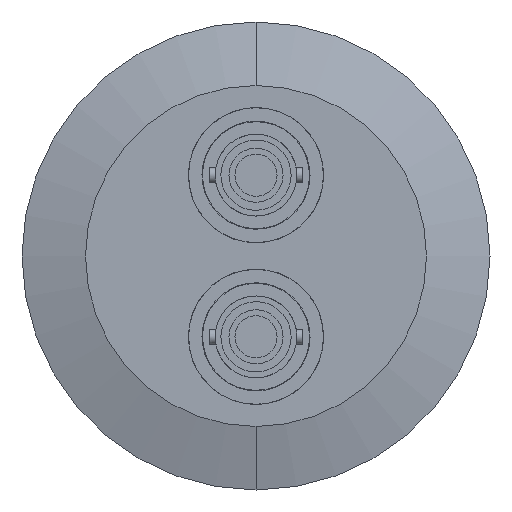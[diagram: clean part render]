
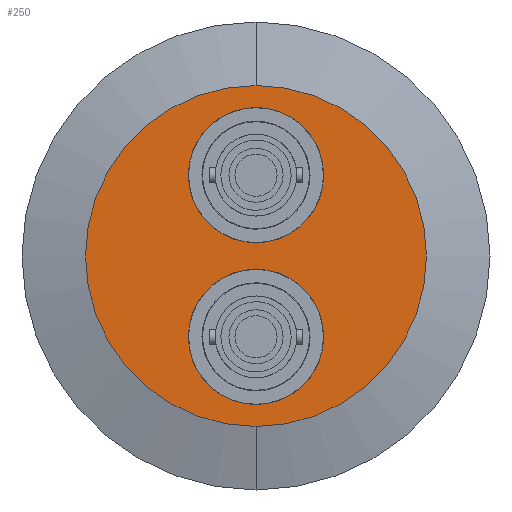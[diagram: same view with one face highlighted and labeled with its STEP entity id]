
A CAD part, front view. The second image highlights one B-rep face of the part: STEP entity #250.
In plain terms, the highlighted face is planar.
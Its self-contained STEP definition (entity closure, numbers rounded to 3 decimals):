
#59 = AXIS2_PLACEMENT_3D ( 'NONE', #678, #2377, #934 ) ;
#68 = CARTESIAN_POINT ( 'NONE',  ( 5., 0., -17.45 ) ) ;
#97 = AXIS2_PLACEMENT_3D ( 'NONE', #846, #1038, #1756 ) ;
#161 = AXIS2_PLACEMENT_3D ( 'NONE', #1050, #2751, #1294 ) ;
#219 = EDGE_CURVE ( 'NONE', #2016, #1156, #2922, .T. ) ;
#222 = ORIENTED_EDGE ( 'NONE', *, *, #219, .T. ) ;
#250 = ADVANCED_FACE ( 'NONE', ( #320, #2189, #986 ), #356, .T. ) ;
#316 = AXIS2_PLACEMENT_3D ( 'NONE', #2187, #731, #970 ) ;
#320 = FACE_BOUND ( 'NONE', #2966, .T. ) ;
#356 = PLANE ( 'NONE',  #97 ) ;
#399 = CIRCLE ( 'NONE', #316, 7.95 ) ;
#508 = VERTEX_POINT ( 'NONE', #68 ) ;
#551 = EDGE_CURVE ( 'NONE', #1156, #2016, #1857, .T. ) ;
#678 = CARTESIAN_POINT ( 'NONE',  ( 5., 0., 0. ) ) ;
#724 = CARTESIAN_POINT ( 'NONE',  ( 5., 0., -20.036 ) ) ;
#731 = DIRECTION ( 'NONE',  ( -1., 0., 0. ) ) ;
#739 = DIRECTION ( 'NONE',  ( 0., 0., 1. ) ) ;
#846 = CARTESIAN_POINT ( 'NONE',  ( 5., 0., 0. ) ) ;
#901 = CARTESIAN_POINT ( 'NONE',  ( 5., 0., -9.5 ) ) ;
#912 = ORIENTED_EDGE ( 'NONE', *, *, #1246, .T. ) ;
#934 = DIRECTION ( 'NONE',  ( 0., 0., -1. ) ) ;
#970 = DIRECTION ( 'NONE',  ( 0., 0., 1. ) ) ;
#986 = FACE_OUTER_BOUND ( 'NONE', #2929, .T. ) ;
#1004 = DIRECTION ( 'NONE',  ( -1., 0., 0. ) ) ;
#1038 = DIRECTION ( 'NONE',  ( 1., 0., 0. ) ) ;
#1050 = CARTESIAN_POINT ( 'NONE',  ( 5., 0., 0. ) ) ;
#1095 = DIRECTION ( 'NONE',  ( -1., 0., 0. ) ) ;
#1108 = CIRCLE ( 'NONE', #161, 20.036 ) ;
#1156 = VERTEX_POINT ( 'NONE', #2047 ) ;
#1164 = CARTESIAN_POINT ( 'NONE',  ( 5., 0., 9.5 ) ) ;
#1246 = EDGE_CURVE ( 'NONE', #508, #1758, #399, .T. ) ;
#1280 = CARTESIAN_POINT ( 'NONE',  ( 5., 0., 20.036 ) ) ;
#1294 = DIRECTION ( 'NONE',  ( 0., 0., -1. ) ) ;
#1335 = ORIENTED_EDGE ( 'NONE', *, *, #2472, .T. ) ;
#1394 = CARTESIAN_POINT ( 'NONE',  ( 5., 0., -1.55 ) ) ;
#1428 = ORIENTED_EDGE ( 'NONE', *, *, #551, .T. ) ;
#1569 = EDGE_CURVE ( 'NONE', #1758, #508, #2294, .T. ) ;
#1598 = DIRECTION ( 'NONE',  ( 0., 0., 1. ) ) ;
#1655 = AXIS2_PLACEMENT_3D ( 'NONE', #1164, #2240, #2531 ) ;
#1756 = DIRECTION ( 'NONE',  ( 0., 0., -1. ) ) ;
#1758 = VERTEX_POINT ( 'NONE', #1394 ) ;
#1857 = CIRCLE ( 'NONE', #1655, 7.95 ) ;
#1889 = AXIS2_PLACEMENT_3D ( 'NONE', #901, #1004, #739 ) ;
#1968 = CARTESIAN_POINT ( 'NONE',  ( 5., 0., 9.5 ) ) ;
#2016 = VERTEX_POINT ( 'NONE', #2193 ) ;
#2047 = CARTESIAN_POINT ( 'NONE',  ( 5., 0., 17.45 ) ) ;
#2169 = VERTEX_POINT ( 'NONE', #1280 ) ;
#2187 = CARTESIAN_POINT ( 'NONE',  ( 5., 0., -9.5 ) ) ;
#2189 = FACE_BOUND ( 'NONE', #2347, .T. ) ;
#2193 = CARTESIAN_POINT ( 'NONE',  ( 5., 0., 1.55 ) ) ;
#2240 = DIRECTION ( 'NONE',  ( -1., 0., 0. ) ) ;
#2294 = CIRCLE ( 'NONE', #1889, 7.95 ) ;
#2347 = EDGE_LOOP ( 'NONE', ( #1428, #222 ) ) ;
#2377 = DIRECTION ( 'NONE',  ( 1., 0., 0. ) ) ;
#2439 = ORIENTED_EDGE ( 'NONE', *, *, #1569, .T. ) ;
#2472 = EDGE_CURVE ( 'NONE', #3009, #2169, #2935, .T. ) ;
#2524 = AXIS2_PLACEMENT_3D ( 'NONE', #1968, #1095, #1598 ) ;
#2531 = DIRECTION ( 'NONE',  ( 0., 0., 1. ) ) ;
#2688 = EDGE_CURVE ( 'NONE', #2169, #3009, #1108, .T. ) ;
#2751 = DIRECTION ( 'NONE',  ( 1., 0., 0. ) ) ;
#2771 = ORIENTED_EDGE ( 'NONE', *, *, #2688, .T. ) ;
#2922 = CIRCLE ( 'NONE', #2524, 7.95 ) ;
#2929 = EDGE_LOOP ( 'NONE', ( #2771, #1335 ) ) ;
#2935 = CIRCLE ( 'NONE', #59, 20.036 ) ;
#2966 = EDGE_LOOP ( 'NONE', ( #2439, #912 ) ) ;
#3009 = VERTEX_POINT ( 'NONE', #724 ) ;
